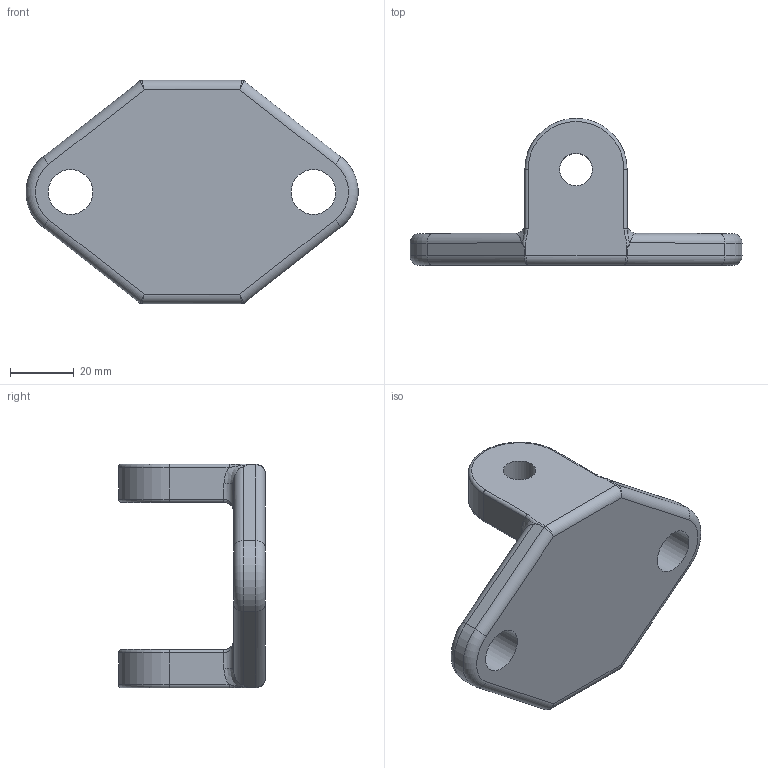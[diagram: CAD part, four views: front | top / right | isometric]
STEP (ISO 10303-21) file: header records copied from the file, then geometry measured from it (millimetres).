
FILE_DESCRIPTION (( 'STEP AP214' ), '1' );
FILE_NAME ('Part 1.STEP', '2025-08-08T14:54:02', ( '' ), ( '' ), 'SwSTEP 2.0', 'SolidWorks 2025', '' );
FILE_SCHEMA (( 'AUTOMOTIVE_DESIGN' ));
Length unit declared in the file: millimetre
Products named in the file (1): Part 1
Bounding box: 103.9 x 46 x 70 mm (x, y, z)
Volume: 71436.8 mm3; surface area: 18521 mm2
Topology: 1 solids, 1 shells, 75 faces, 179 edges, 98 vertices
Faces by surface type: cylinder 36, bspline 16, plane 14, torus 9
Full cylindrical faces by diameter (mm): 10.2 x2, 14 x2
Entity records: 2783 total; most frequent: CARTESIAN_POINT 1234, ORIENTED_EDGE 330, DIRECTION 298, EDGE_CURVE 165, AXIS2_PLACEMENT_3D 117, VERTEX_POINT 97, EDGE_LOOP 88, FACE_OUTER_BOUND 80
